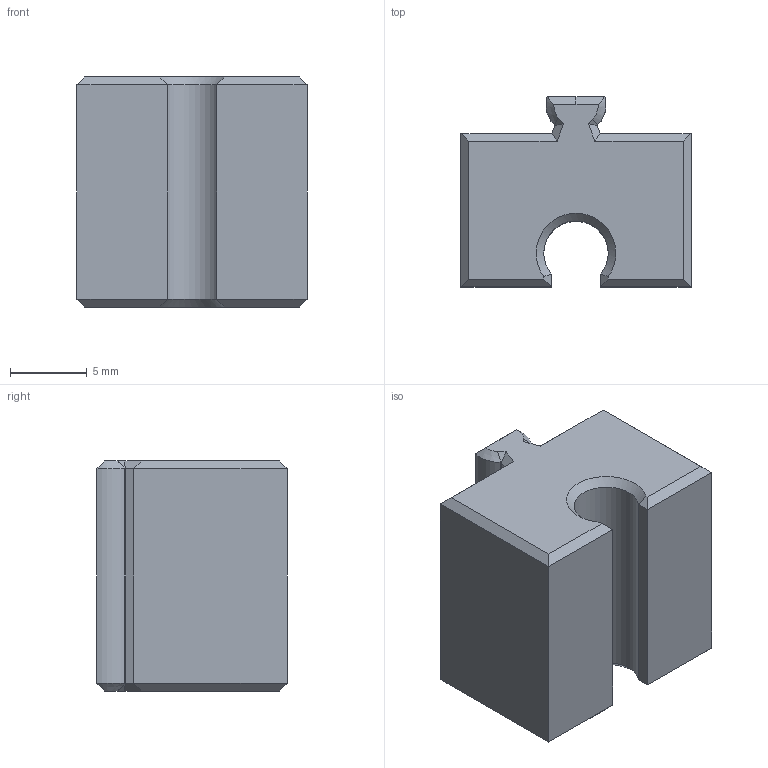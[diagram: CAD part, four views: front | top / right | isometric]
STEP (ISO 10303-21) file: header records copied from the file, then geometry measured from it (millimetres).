
FILE_DESCRIPTION(('CATIA V5 STEP Exchange'),'2;1');
FILE_NAME('10mm_teil_PN.stp','2017-07-10T13:31:09+00:00',('none'),('none'),'CATIA Version 5 Release 18 GA (IN-10)','CATIA V5 STEP AP203','none');
FILE_SCHEMA(('CONFIG_CONTROL_DESIGN'));
Length unit declared in the file: millimetre
Products named in the file (1): Part1
Bounding box: 15 x 12.4 x 15 mm (x, y, z)
Volume: 2136.4 mm3; surface area: 1206.1 mm2
Topology: 1 solids, 1 shells, 55 faces, 129 edges, 77 vertices
Faces by surface type: plane 46, cone 6, cylinder 3
Entity records: 1506 total; most frequent: CARTESIAN_POINT 314, ORIENTED_EDGE 250, DIRECTION 195, EDGE_CURVE 125, VECTOR 82, LINE 82, VERTEX_POINT 72, AXIS2_PLACEMENT_3D 64
